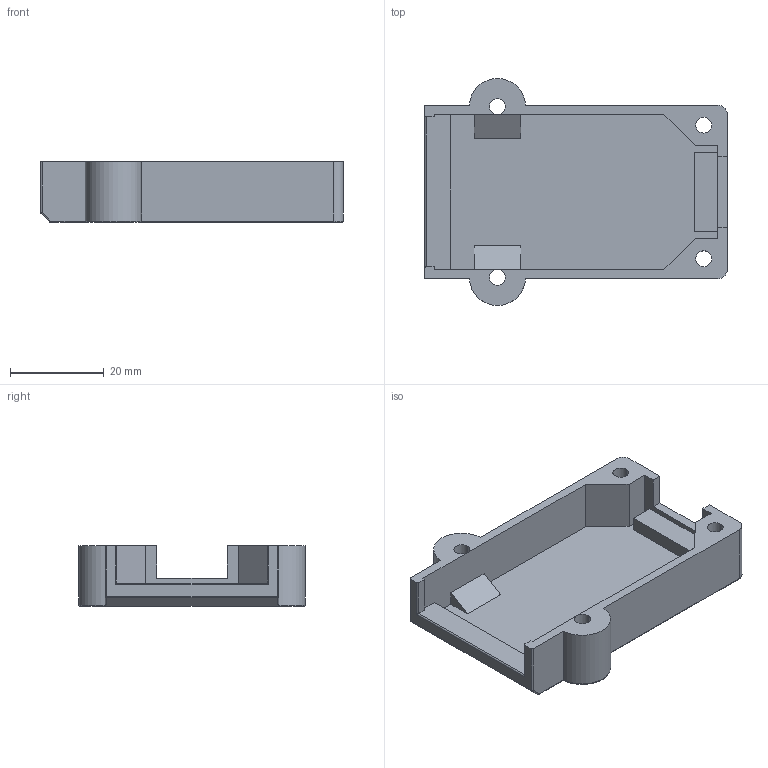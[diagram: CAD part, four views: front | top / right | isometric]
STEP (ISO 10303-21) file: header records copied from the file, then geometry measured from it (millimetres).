
FILE_DESCRIPTION((''),'2;1');
FILE_NAME('BOTTOM_CAPS','2019-04-12T',('Kathleen'),(''),'PRO/ENGINEER BY PARAMETRIC TECHNOLOGY CORPORATION, 2009440','PRO/ENGINEER BY PARAMETRIC TECHNOLOGY CORPORATION, 2009440','');
FILE_SCHEMA(('CONFIG_CONTROL_DESIGN'));
Length unit declared in the file: millimetre
Products named in the file (1): BOTTOM_CAPS
Bounding box: 64.5 x 48.4 x 13 mm (x, y, z)
Volume: 10890.1 mm3; surface area: 9546.4 mm2
Topology: 1 solids, 1 shells, 99 faces, 261 edges, 166 vertices
Faces by surface type: plane 65, cylinder 26, torus 4, sphere 4
Entity records: 3097 total; most frequent: CARTESIAN_POINT 568, ORIENTED_EDGE 522, DIRECTION 503, EDGE_CURVE 261, VECTOR 205, LINE 205, VERTEX_POINT 166, AXIS2_PLACEMENT_3D 149
